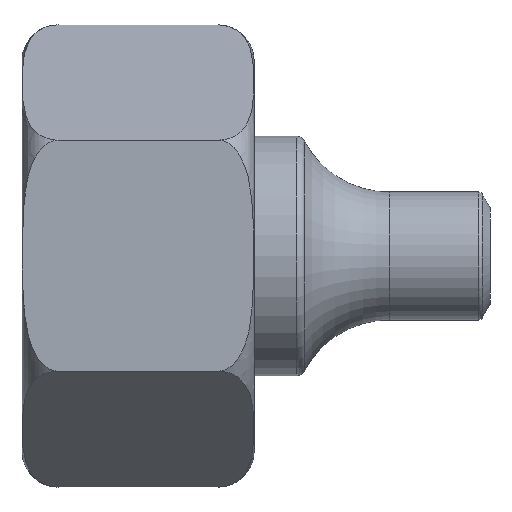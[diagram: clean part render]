
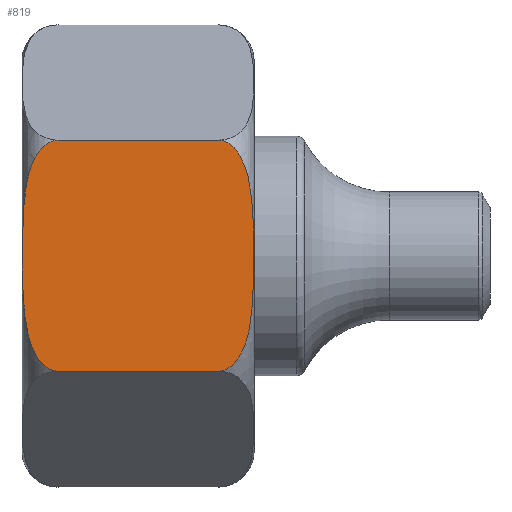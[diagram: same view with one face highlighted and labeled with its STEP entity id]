
A CAD part, top view. The second image highlights one B-rep face of the part: STEP entity #819.
In plain terms, the highlighted planar face has unit normal (0, 0, 1).
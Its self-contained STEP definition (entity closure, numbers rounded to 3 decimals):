
#485=FACE_OUTER_BOUND('',#1216,.T.);
#593=LINE('',#4076,#695);
#594=LINE('',#4081,#696);
#695=VECTOR('',#3076,1.);
#696=VECTOR('',#3081,1.);
#819=ADVANCED_FACE('',(#485),#957,.T.);
#957=PLANE('',#2889);
#1216=EDGE_LOOP('',(#1534,#1535,#1536,#1537));
#1534=ORIENTED_EDGE('',*,*,#2406,.T.);
#1535=ORIENTED_EDGE('',*,*,#2415,.T.);
#1536=ORIENTED_EDGE('',*,*,#2408,.T.);
#1537=ORIENTED_EDGE('',*,*,#2425,.T.);
#2162=VERTEX_POINT('',#4070);
#2165=VERTEX_POINT('',#4075);
#2167=VERTEX_POINT('',#4080);
#2168=VERTEX_POINT('',#4082);
#2406=EDGE_CURVE('',#2162,#2165,#593,.T.);
#2408=EDGE_CURVE('',#2168,#2167,#594,.T.);
#2415=EDGE_CURVE('',#2165,#2168,#2734,.T.);
#2425=EDGE_CURVE('',#2167,#2162,#2740,.T.);
#2734=B_SPLINE_CURVE_WITH_KNOTS('',3,(#4144,#4145,#4146,#4147,#4148,#4149,
#4150,#4151,#4152,#4153,#4154,#4155,#4156,#4157,#4158,#4159,#4160,#4161),
 .UNSPECIFIED.,.F.,.F.,(4,2,2,2,2,2,2,2,4),(0.,0.063,0.125,0.25,0.5,0.75,
0.875,0.938,1.),.UNSPECIFIED.);
#2740=B_SPLINE_CURVE_WITH_KNOTS('',3,(#4261,#4262,#4263,#4264,#4265,#4266,
#4267,#4268,#4269,#4270,#4271,#4272,#4273,#4274,#4275,#4276,#4277,#4278),
 .UNSPECIFIED.,.F.,.F.,(4,2,2,2,2,2,2,2,4),(0.,0.062,0.125,
0.25,0.5,0.75,0.875,0.938,1.),.UNSPECIFIED.);
#2889=AXIS2_PLACEMENT_3D('',#4335,#3127,#3128);
#3076=DIRECTION('',(-1.,0.,0.));
#3081=DIRECTION('',(1.,0.,0.));
#3127=DIRECTION('',(0.,0.,1.));
#3128=DIRECTION('',(1.,0.,0.));
#4070=CARTESIAN_POINT('',(24.5,14.434,25.));
#4075=CARTESIAN_POINT('',(4.5,14.434,25.));
#4076=CARTESIAN_POINT('',(0.,14.434,25.));
#4080=CARTESIAN_POINT('',(24.5,-14.434,25.));
#4081=CARTESIAN_POINT('',(0.,-14.434,25.));
#4082=CARTESIAN_POINT('',(4.5,-14.434,25.));
#4144=CARTESIAN_POINT('',(4.5,14.434,25.));
#4145=CARTESIAN_POINT('',(3.82,14.434,25.));
#4146=CARTESIAN_POINT('',(3.172,14.105,25.));
#4147=CARTESIAN_POINT('',(2.168,13.173,25.));
#4148=CARTESIAN_POINT('',(1.799,12.595,25.));
#4149=CARTESIAN_POINT('',(0.914,10.769,25.));
#4150=CARTESIAN_POINT('',(0.619,9.432,25.));
#4151=CARTESIAN_POINT('',(0.042,5.443,25.));
#4152=CARTESIAN_POINT('',(0.046,2.757,25.));
#4153=CARTESIAN_POINT('',(0.044,-2.614,25.));
#4154=CARTESIAN_POINT('',(0.036,-5.354,25.));
#4155=CARTESIAN_POINT('',(0.61,-9.389,25.));
#4156=CARTESIAN_POINT('',(0.9,-10.731,25.));
#4157=CARTESIAN_POINT('',(1.791,-12.584,25.));
#4158=CARTESIAN_POINT('',(2.167,-13.17,25.));
#4159=CARTESIAN_POINT('',(3.162,-14.098,25.));
#4160=CARTESIAN_POINT('',(3.819,-14.434,25.));
#4161=CARTESIAN_POINT('',(4.5,-14.434,25.));
#4261=CARTESIAN_POINT('',(24.5,-14.434,25.));
#4262=CARTESIAN_POINT('',(25.18,-14.434,25.));
#4263=CARTESIAN_POINT('',(25.828,-14.105,25.));
#4264=CARTESIAN_POINT('',(26.832,-13.173,25.));
#4265=CARTESIAN_POINT('',(27.201,-12.595,25.));
#4266=CARTESIAN_POINT('',(28.086,-10.769,25.));
#4267=CARTESIAN_POINT('',(28.381,-9.432,25.));
#4268=CARTESIAN_POINT('',(28.958,-5.443,25.));
#4269=CARTESIAN_POINT('',(28.954,-2.757,25.));
#4270=CARTESIAN_POINT('',(28.956,2.614,25.));
#4271=CARTESIAN_POINT('',(28.964,5.354,25.));
#4272=CARTESIAN_POINT('',(28.39,9.389,25.));
#4273=CARTESIAN_POINT('',(28.1,10.731,25.));
#4274=CARTESIAN_POINT('',(27.209,12.584,25.));
#4275=CARTESIAN_POINT('',(26.833,13.17,25.));
#4276=CARTESIAN_POINT('',(25.838,14.098,25.));
#4277=CARTESIAN_POINT('',(25.181,14.434,25.));
#4278=CARTESIAN_POINT('',(24.5,14.434,25.));
#4335=CARTESIAN_POINT('',(31.9,-14.434,25.));
